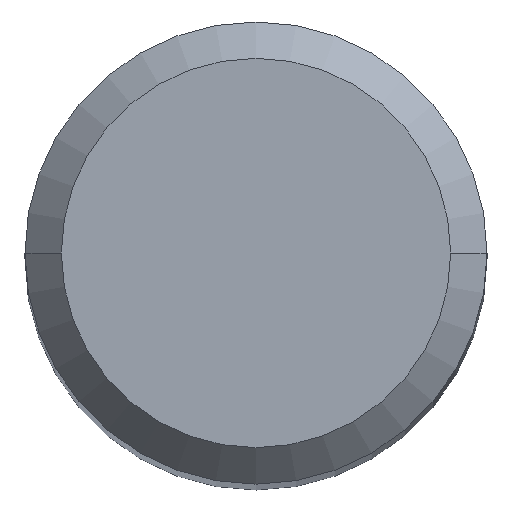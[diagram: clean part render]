
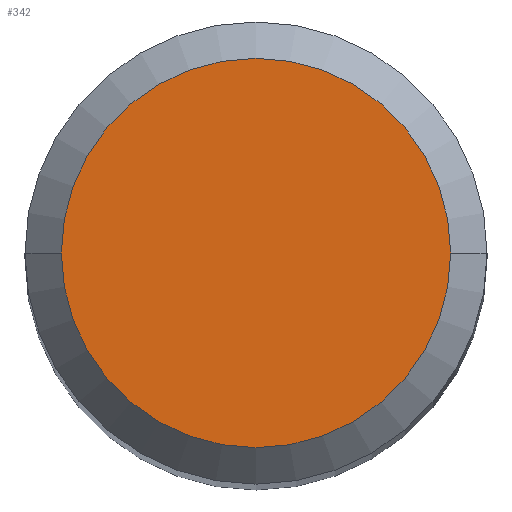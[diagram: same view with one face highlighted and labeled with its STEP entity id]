
A CAD part, top view. The second image highlights one B-rep face of the part: STEP entity #342.
In plain terms, the highlighted planar face has unit normal (0, 0, 1).
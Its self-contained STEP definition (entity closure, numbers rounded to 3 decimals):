
#124=PLANE('',#1575);
#342=ADVANCED_FACE('',(#419),#124,.T.);
#419=FACE_OUTER_BOUND('',#499,.T.);
#499=EDGE_LOOP('',(#880,#881,#882));
#571=CIRCLE('',#1567,4.012);
#572=CIRCLE('',#1569,4.012);
#573=CIRCLE('',#1570,4.012);
#880=ORIENTED_EDGE('',*,*,#1308,.F.);
#881=ORIENTED_EDGE('',*,*,#1311,.F.);
#882=ORIENTED_EDGE('',*,*,#1310,.F.);
#1128=VERTEX_POINT('',#2800);
#1129=VERTEX_POINT('',#2802);
#1130=VERTEX_POINT('',#2806);
#1308=EDGE_CURVE('',#1128,#1129,#571,.T.);
#1310=EDGE_CURVE('',#1129,#1130,#572,.T.);
#1311=EDGE_CURVE('',#1130,#1128,#573,.T.);
#1567=AXIS2_PLACEMENT_3D('',#2801,#1899,#1900);
#1569=AXIS2_PLACEMENT_3D('',#2805,#1904,#1905);
#1570=AXIS2_PLACEMENT_3D('',#2807,#1906,#1907);
#1575=AXIS2_PLACEMENT_3D('',#2813,#1916,#1917);
#1899=DIRECTION('',(0.,0.,-1.));
#1900=DIRECTION('',(-1.,0.,0.));
#1904=DIRECTION('',(0.,0.,-1.));
#1905=DIRECTION('',(1.,0.,0.));
#1906=DIRECTION('',(0.,0.,-1.));
#1907=DIRECTION('',(0.,-1.,0.));
#1916=DIRECTION('',(0.,0.,1.));
#1917=DIRECTION('',(-1.,0.,0.));
#2800=CARTESIAN_POINT('',(-4.012,0.,0.));
#2801=CARTESIAN_POINT('',(0.,0.,0.));
#2802=CARTESIAN_POINT('',(4.012,0.,0.));
#2805=CARTESIAN_POINT('',(0.,0.,0.));
#2806=CARTESIAN_POINT('',(0.,-4.012,0.));
#2807=CARTESIAN_POINT('',(0.,0.,0.));
#2813=CARTESIAN_POINT('',(0.,0.,0.));
